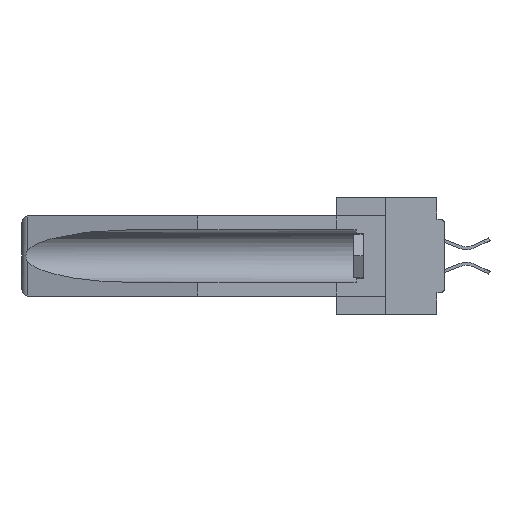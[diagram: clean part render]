
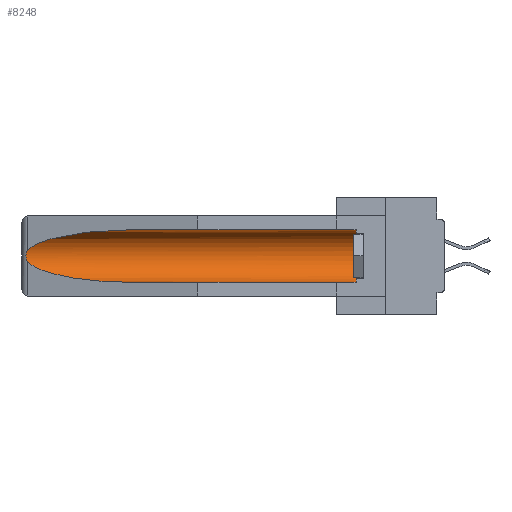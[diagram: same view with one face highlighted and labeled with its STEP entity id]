
A CAD part, left-side view. The second image highlights one B-rep face of the part: STEP entity #8248.
In plain terms, the highlighted cylindrical face has radius 2.857 mm (diameter 5.715 mm), a partial arc.
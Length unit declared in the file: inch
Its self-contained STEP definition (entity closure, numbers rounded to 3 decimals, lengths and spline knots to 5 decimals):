
#202 = CARTESIAN_POINT ( 'NONE',  ( 0.26537, 1.52718, -0.19328 ) ) ;
#233 = DIRECTION ( 'NONE',  ( 0., 1., 0. ) ) ;
#439 = EDGE_CURVE ( 'NONE', #19961, #18104, #3792, .T. ) ;
#463 = CARTESIAN_POINT ( 'NONE',  ( 0.155, -0.30754, -0.059 ) ) ;
#1190 = CIRCLE ( 'NONE', #32884, 0.1125 ) ;
#1887 = FACE_OUTER_BOUND ( 'NONE', #10878, .T. ) ;
#2747 = EDGE_CURVE ( 'NONE', #23145, #30246, #25801, .T. ) ;
#2854 = CARTESIAN_POINT ( 'NONE',  ( 0.155, 1.07973, -0.284 ) ) ;
#2861 = EDGE_CURVE ( 'NONE', #6019, #30246, #15127, .T. ) ;
#2927 = CARTESIAN_POINT ( 'NONE',  ( 0.155, 0.126, -0.1715 ) ) ;
#3447 = ORIENTED_EDGE ( 'NONE', *, *, #16006, .T. ) ;
#3792 =( BOUNDED_CURVE ( )  B_SPLINE_CURVE ( 3, ( #26462, #32073, #18807, #29128 ),
 .UNSPECIFIED., .F., .F. ) 
 B_SPLINE_CURVE_WITH_KNOTS ( ( 4, 4 ),
 ( 4.71239, 6.08839 ),
 .UNSPECIFIED. ) 
 CURVE ( )  GEOMETRIC_REPRESENTATION_ITEM ( )  RATIONAL_B_SPLINE_CURVE ( ( 1., 0.848, 0.848, 1. ) ) 
 REPRESENTATION_ITEM ( '' )  );
#3843 = CARTESIAN_POINT ( 'NONE',  ( 0.2675, 1.53308, -0.17534 ) ) ;
#4761 = VERTEX_POINT ( 'NONE', #18412 ) ;
#4851 = DIRECTION ( 'NONE',  ( 0., 1., 0. ) ) ;
#6019 = VERTEX_POINT ( 'NONE', #29767 ) ;
#6037 = EDGE_CURVE ( 'NONE', #23145, #4761, #1190, .T. ) ;
#6539 = CARTESIAN_POINT ( 'NONE',  ( 0.26597, 1.52961, -0.15275 ) ) ;
#8248 = ADVANCED_FACE ( 'NONE', ( #1887 ), #20744, .F. ) ;
#8826 = ORIENTED_EDGE ( 'NONE', *, *, #439, .T. ) ;
#9099 = CARTESIAN_POINT ( 'NONE',  ( 0.26597, 1.5296, -0.19026 ) ) ;
#9464 = CARTESIAN_POINT ( 'NONE',  ( 0.26655, 1.53094, -0.18657 ) ) ;
#10878 = EDGE_LOOP ( 'NONE', ( #8826, #15537, #16175, #14661, #32385, #3447 ) ) ;
#11911 = EDGE_CURVE ( 'NONE', #18104, #6019, #27233, .T. ) ;
#12158 = CARTESIAN_POINT ( 'NONE',  ( 0.155, -0.30754, -0.284 ) ) ;
#12272 = CARTESIAN_POINT ( 'NONE',  ( 0.26537, 1.52718, -0.14972 ) ) ;
#13229 = DIRECTION ( 'NONE',  ( 0., 0., 1. ) ) ;
#13418 = CARTESIAN_POINT ( 'NONE',  ( 0.155, 1.07973, -0.059 ) ) ;
#14661 = ORIENTED_EDGE ( 'NONE', *, *, #2747, .F. ) ;
#15127 =( BOUNDED_CURVE ( )  B_SPLINE_CURVE ( 3, ( #202, #32308, #27162, #19063 ),
 .UNSPECIFIED., .F., .F. ) 
 B_SPLINE_CURVE_WITH_KNOTS ( ( 4, 4 ),
 ( 0.1948, 1.5708 ),
 .UNSPECIFIED. ) 
 CURVE ( )  GEOMETRIC_REPRESENTATION_ITEM ( )  RATIONAL_B_SPLINE_CURVE ( ( 1., 0.848, 0.848, 1. ) ) 
 REPRESENTATION_ITEM ( '' )  );
#15537 = ORIENTED_EDGE ( 'NONE', *, *, #11911, .T. ) ;
#16006 = EDGE_CURVE ( 'NONE', #4761, #19961, #23327, .T. ) ;
#16175 = ORIENTED_EDGE ( 'NONE', *, *, #2861, .T. ) ;
#16358 = DIRECTION ( 'NONE',  ( 0., 0., 1. ) ) ;
#16579 = CARTESIAN_POINT ( 'NONE',  ( 0.26654, 1.53092, -0.15636 ) ) ;
#17165 = CARTESIAN_POINT ( 'NONE',  ( 0.2675, 1.53308, -0.16763 ) ) ;
#18104 = VERTEX_POINT ( 'NONE', #18680 ) ;
#18412 = CARTESIAN_POINT ( 'NONE',  ( 0.155, 0.126, -0.059 ) ) ;
#18680 = CARTESIAN_POINT ( 'NONE',  ( 0.26537, 1.52718, -0.14972 ) ) ;
#18807 = CARTESIAN_POINT ( 'NONE',  ( 0.25451, 1.48313, -0.09465 ) ) ;
#19063 = CARTESIAN_POINT ( 'NONE',  ( 0.155, 1.07973, -0.284 ) ) ;
#19961 = VERTEX_POINT ( 'NONE', #13418 ) ;
#20744 = CYLINDRICAL_SURFACE ( 'NONE', #32082, 0.1125 ) ;
#23145 = VERTEX_POINT ( 'NONE', #26226 ) ;
#23327 = LINE ( 'NONE', #463, #26671 ) ;
#25554 = CARTESIAN_POINT ( 'NONE',  ( 0.2673, 1.5327, -0.16383 ) ) ;
#25686 = DIRECTION ( 'NONE',  ( 0., 1., 0. ) ) ;
#25801 = LINE ( 'NONE', #12158, #32447 ) ;
#26226 = CARTESIAN_POINT ( 'NONE',  ( 0.155, 0.126, -0.284 ) ) ;
#26462 = CARTESIAN_POINT ( 'NONE',  ( 0.155, 1.07973, -0.059 ) ) ;
#26671 = VECTOR ( 'NONE', #233, 39.37008 ) ;
#27162 = CARTESIAN_POINT ( 'NONE',  ( 0.21114, 1.30732, -0.284 ) ) ;
#27233 = B_SPLINE_CURVE_WITH_KNOTS ( 'NONE', 3,
 ( #12272, #6539, #16579, #25554, #17165, #3843, #30675, #9464, #9099, #30563 ),
 .UNSPECIFIED., .F., .F.,
 ( 4, 2, 2, 2, 4 ),
 ( 0., 0.00029, 0.00058, 0.00087, 0.00117 ),
 .UNSPECIFIED. ) ;
#29128 = CARTESIAN_POINT ( 'NONE',  ( 0.26537, 1.52718, -0.14972 ) ) ;
#29767 = CARTESIAN_POINT ( 'NONE',  ( 0.26537, 1.52718, -0.19328 ) ) ;
#30246 = VERTEX_POINT ( 'NONE', #2854 ) ;
#30563 = CARTESIAN_POINT ( 'NONE',  ( 0.26537, 1.52718, -0.19328 ) ) ;
#30675 = CARTESIAN_POINT ( 'NONE',  ( 0.2673, 1.53269, -0.17917 ) ) ;
#32073 = CARTESIAN_POINT ( 'NONE',  ( 0.21114, 1.30732, -0.059 ) ) ;
#32082 = AXIS2_PLACEMENT_3D ( 'NONE', #34576, #4851, #13229 ) ;
#32308 = CARTESIAN_POINT ( 'NONE',  ( 0.25451, 1.48313, -0.24835 ) ) ;
#32385 = ORIENTED_EDGE ( 'NONE', *, *, #6037, .T. ) ;
#32442 = DIRECTION ( 'NONE',  ( 0., -1., 0. ) ) ;
#32447 = VECTOR ( 'NONE', #25686, 39.37008 ) ;
#32884 = AXIS2_PLACEMENT_3D ( 'NONE', #2927, #32442, #16358 ) ;
#34576 = CARTESIAN_POINT ( 'NONE',  ( 0.155, -0.30754, -0.1715 ) ) ;
